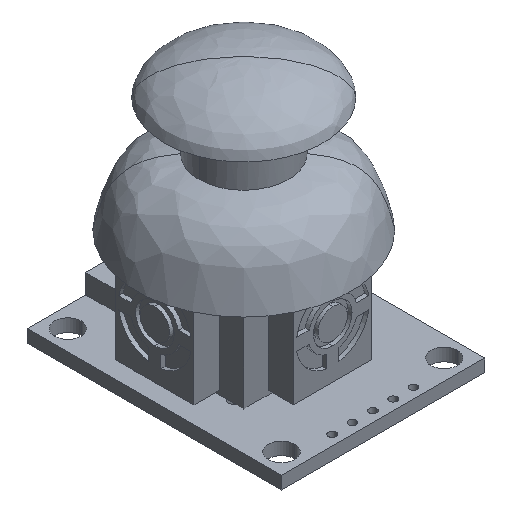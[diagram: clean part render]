
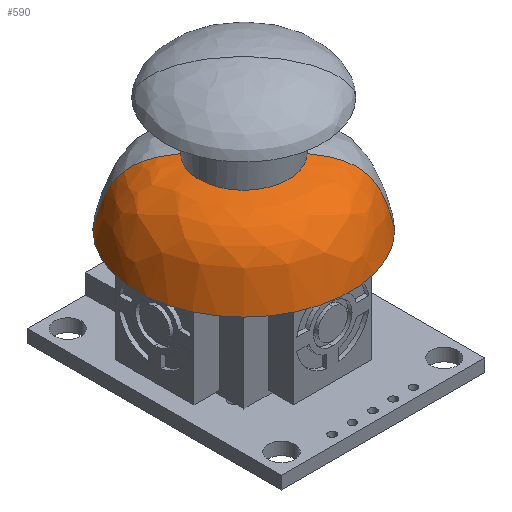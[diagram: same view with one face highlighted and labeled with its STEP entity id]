
A CAD part, isometric view. The second image highlights one B-rep face of the part: STEP entity #590.
In plain terms, the highlighted free-form (B-spline) face has degree [3, 3] with [4, 4] control points.
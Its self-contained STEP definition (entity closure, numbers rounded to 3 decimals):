
#40 = CARTESIAN_POINT ( 'NONE',  ( 7.938, 7.938, 11.43 ) ) ;
#341 = EDGE_CURVE ( 'NONE', #6867, #6927, #6789, .T. ) ;
#412 = CARTESIAN_POINT ( 'NONE',  ( -0.786, 16.661, 16.678 ) ) ;
#590 = ADVANCED_FACE ( 'NONE', ( #5699 ), #2448, .F. ) ;
#615 = ORIENTED_EDGE ( 'NONE', *, *, #341, .T. ) ;
#751 = ORIENTED_EDGE ( 'NONE', *, *, #4686, .F. ) ;
#1019 = CARTESIAN_POINT ( 'NONE',  ( -3.916, 3.986, 19.685 ) ) ;
#1132 = CARTESIAN_POINT ( 'NONE',  ( -0.786, 16.661, 16.678 ) ) ;
#1365 = DIRECTION ( 'NONE',  ( 0., 0., -1. ) ) ;
#1549 = VERTEX_POINT ( 'NONE', #2677 ) ;
#1625 = CARTESIAN_POINT ( 'NONE',  ( 17.367, -1.492, 11.43 ) ) ;
#1983 = B_SPLINE_CURVE_WITH_KNOTS ( 'NONE', 3,
 ( #3524, #7078, #5281, #3576 ),
 .UNSPECIFIED., .F., .F.,
 ( 4, 4 ),
 ( 0., 1. ),
 .UNSPECIFIED. ) ;
#2124 = CARTESIAN_POINT ( 'NONE',  ( 7.938, 7.938, 19.685 ) ) ;
#2241 = CARTESIAN_POINT ( 'NONE',  ( 0.369, -14.768, 19.172 ) ) ;
#2264 = CARTESIAN_POINT ( 'NONE',  ( 16.661, -0.786, 16.678 ) ) ;
#2294 = VERTEX_POINT ( 'NONE', #1625 ) ;
#2448 =( BOUNDED_SURFACE ( )  B_SPLINE_SURFACE ( 3, 3, ( 
 ( #5146, #3284, #1019, #5730 ),
 ( #7418, #2241, #6308, #2767 ),
 ( #2264, #6337, #7368, #412 ),
 ( #6230, #4481, #5752, #3314 ) ),
 .UNSPECIFIED., .F., .F., .T. ) 
 B_SPLINE_SURFACE_WITH_KNOTS ( ( 4, 4 ),
 ( 4, 4 ),
 ( 0., 1. ),
 ( 0., 1. ),
 .UNSPECIFIED. ) 
 GEOMETRIC_REPRESENTATION_ITEM ( )  RATIONAL_B_SPLINE_SURFACE ( (
 ( 1., 0.333, 0.333, 1.),
 ( 1., 0.333, 0.333, 1.),
 ( 1., 0.333, 0.333, 1.),
 ( 1., 0.333, 0.333, 1.) ) ) 
 REPRESENTATION_ITEM ( '' )  SURFACE ( )  );
#2677 = CARTESIAN_POINT ( 'NONE',  ( 3.986, 11.889, 19.685 ) ) ;
#2767 = CARTESIAN_POINT ( 'NONE',  ( 0.369, 15.506, 19.172 ) ) ;
#2854 = DIRECTION ( 'NONE',  ( -1., 0., 0. ) ) ;
#2871 = CARTESIAN_POINT ( 'NONE',  ( 0.369, 15.506, 19.172 ) ) ;
#2975 = CIRCLE ( 'NONE', #4859, 13.335 ) ;
#3284 = CARTESIAN_POINT ( 'NONE',  ( 3.986, -3.916, 19.685 ) ) ;
#3314 = CARTESIAN_POINT ( 'NONE',  ( -1.492, 17.367, 11.43 ) ) ;
#3369 = CARTESIAN_POINT ( 'NONE',  ( 2.349, 7.938, 19.685 ) ) ;
#3524 = CARTESIAN_POINT ( 'NONE',  ( 11.889, 3.986, 19.685 ) ) ;
#3576 = CARTESIAN_POINT ( 'NONE',  ( 17.367, -1.492, 11.43 ) ) ;
#3730 = CIRCLE ( 'NONE', #5022, 5.588 ) ;
#4153 = AXIS2_PLACEMENT_3D ( 'NONE', #4834, #1365, #4891 ) ;
#4426 = EDGE_CURVE ( 'NONE', #6927, #1549, #3730, .T. ) ;
#4481 = CARTESIAN_POINT ( 'NONE',  ( -1.492, -20.35, 11.43 ) ) ;
#4602 = DIRECTION ( 'NONE',  ( 0., 0., -1. ) ) ;
#4641 = CARTESIAN_POINT ( 'NONE',  ( -1.492, 17.367, 11.43 ) ) ;
#4677 = CARTESIAN_POINT ( 'NONE',  ( -1.492, 17.367, 11.43 ) ) ;
#4686 = EDGE_CURVE ( 'NONE', #6867, #2294, #1983, .T. ) ;
#4834 = CARTESIAN_POINT ( 'NONE',  ( 7.938, 7.938, 19.685 ) ) ;
#4859 = AXIS2_PLACEMENT_3D ( 'NONE', #40, #4602, #2854 ) ;
#4891 = DIRECTION ( 'NONE',  ( -1., 0., 0. ) ) ;
#5022 = AXIS2_PLACEMENT_3D ( 'NONE', #2124, #5660, #7353 ) ;
#5146 = CARTESIAN_POINT ( 'NONE',  ( 11.889, 3.986, 19.685 ) ) ;
#5149 = VERTEX_POINT ( 'NONE', #4641 ) ;
#5281 = CARTESIAN_POINT ( 'NONE',  ( 16.661, -0.786, 16.678 ) ) ;
#5305 = ORIENTED_EDGE ( 'NONE', *, *, #4426, .T. ) ;
#5590 = EDGE_LOOP ( 'NONE', ( #751, #615, #5305, #5688, #6114 ) ) ;
#5603 = CARTESIAN_POINT ( 'NONE',  ( 11.889, 3.986, 19.685 ) ) ;
#5660 = DIRECTION ( 'NONE',  ( 0., 0., -1. ) ) ;
#5688 = ORIENTED_EDGE ( 'NONE', *, *, #6460, .T. ) ;
#5699 = FACE_OUTER_BOUND ( 'NONE', #5590, .T. ) ;
#5730 = CARTESIAN_POINT ( 'NONE',  ( 3.986, 11.889, 19.685 ) ) ;
#5752 = CARTESIAN_POINT ( 'NONE',  ( -20.35, -1.492, 11.43 ) ) ;
#5769 = EDGE_CURVE ( 'NONE', #2294, #5149, #2975, .T. ) ;
#6114 = ORIENTED_EDGE ( 'NONE', *, *, #5769, .F. ) ;
#6230 = CARTESIAN_POINT ( 'NONE',  ( 17.367, -1.492, 11.43 ) ) ;
#6308 = CARTESIAN_POINT ( 'NONE',  ( -14.768, 0.369, 19.172 ) ) ;
#6337 = CARTESIAN_POINT ( 'NONE',  ( -0.786, -18.233, 16.678 ) ) ;
#6339 = B_SPLINE_CURVE_WITH_KNOTS ( 'NONE', 3,
 ( #6986, #2871, #1132, #4677 ),
 .UNSPECIFIED., .F., .F.,
 ( 4, 4 ),
 ( 0., 1. ),
 .UNSPECIFIED. ) ;
#6460 = EDGE_CURVE ( 'NONE', #1549, #5149, #6339, .T. ) ;
#6789 = CIRCLE ( 'NONE', #4153, 5.588 ) ;
#6867 = VERTEX_POINT ( 'NONE', #5603 ) ;
#6927 = VERTEX_POINT ( 'NONE', #3369 ) ;
#6986 = CARTESIAN_POINT ( 'NONE',  ( 3.986, 11.889, 19.685 ) ) ;
#7078 = CARTESIAN_POINT ( 'NONE',  ( 15.506, 0.369, 19.172 ) ) ;
#7353 = DIRECTION ( 'NONE',  ( -1., 0., 0. ) ) ;
#7368 = CARTESIAN_POINT ( 'NONE',  ( -18.233, -0.786, 16.678 ) ) ;
#7418 = CARTESIAN_POINT ( 'NONE',  ( 15.506, 0.369, 19.172 ) ) ;
